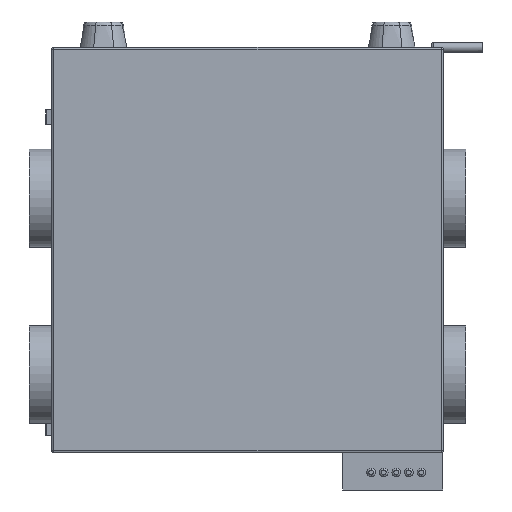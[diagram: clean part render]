
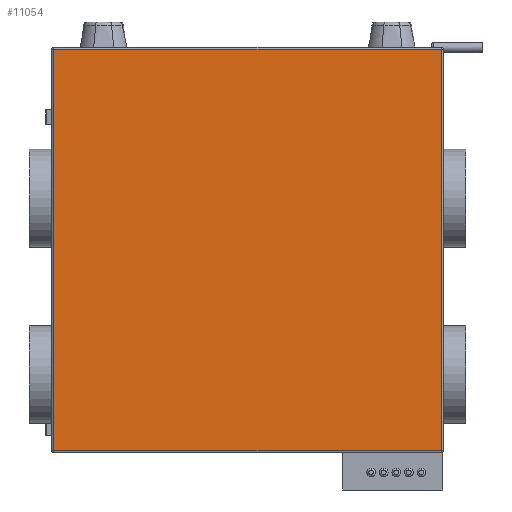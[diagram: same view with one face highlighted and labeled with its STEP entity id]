
A CAD part, front view. The second image highlights one B-rep face of the part: STEP entity #11054.
In plain terms, the highlighted planar face has unit normal (0, -1, 0).
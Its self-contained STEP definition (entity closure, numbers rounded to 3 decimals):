
#15 = EDGE_LOOP ( 'NONE', ( #704, #705, #706, #707 ) ) ;
#203 = VERTEX_POINT ( 'NONE', #10886 ) ;
#212 = VERTEX_POINT ( 'NONE', #10895 ) ;
#218 = VERTEX_POINT ( 'NONE', #10901 ) ;
#219 = VERTEX_POINT ( 'NONE', #10902 ) ;
#455 = EDGE_CURVE ( 'NONE', #212, #203, #2263, .T. ) ;
#456 = EDGE_CURVE ( 'NONE', #203, #218, #2244, .T. ) ;
#457 = EDGE_CURVE ( 'NONE', #218, #219, #2266, .T. ) ;
#458 = EDGE_CURVE ( 'NONE', #219, #212, #2268, .T. ) ;
#704 = ORIENTED_EDGE ( 'NONE', *, *, #455, .T. ) ;
#705 = ORIENTED_EDGE ( 'NONE', *, *, #456, .T. ) ;
#706 = ORIENTED_EDGE ( 'NONE', *, *, #457, .T. ) ;
#707 = ORIENTED_EDGE ( 'NONE', *, *, #458, .T. ) ;
#2244 = LINE ( 'NONE', #2697, #2267 ) ;
#2263 = LINE ( 'NONE', #2692, #2265 ) ;
#2265 = VECTOR ( 'NONE', #2693, 1000. ) ;
#2266 = LINE ( 'NONE', #2703, #2269 ) ;
#2267 = VECTOR ( 'NONE', #2702, 1000. ) ;
#2268 = LINE ( 'NONE', #2705, #2271 ) ;
#2269 = VECTOR ( 'NONE', #2704, 1000. ) ;
#2271 = VECTOR ( 'NONE', #2706, 1000. ) ;
#2482 = AXIS2_PLACEMENT_3D ( 'NONE', #5564, #5569, #5570 ) ;
#2692 = CARTESIAN_POINT ( 'NONE',  ( 200., -12.5, -958.713 ) ) ;
#2693 = DIRECTION ( 'NONE',  ( 1., 0., 0. ) ) ;
#2697 = CARTESIAN_POINT ( 'NONE',  ( 195., -12.5, -963.713 ) ) ;
#2702 = DIRECTION ( 'NONE',  ( 0., 0., 1. ) ) ;
#2703 = CARTESIAN_POINT ( 'NONE',  ( 200., -12.5, 66.287 ) ) ;
#2704 = DIRECTION ( 'NONE',  ( -1., 0., 0. ) ) ;
#2705 = CARTESIAN_POINT ( 'NONE',  ( -795., -12.5, -963.713 ) ) ;
#2706 = DIRECTION ( 'NONE',  ( 0., 0., -1. ) ) ;
#3260 = FACE_OUTER_BOUND ( 'NONE', #15, .T. ) ;
#5563 = PLANE ( 'NONE',  #2482 ) ;
#5564 = CARTESIAN_POINT ( 'NONE',  ( 200., -12.5, -963.713 ) ) ;
#5569 = DIRECTION ( 'NONE',  ( 0., -1., 0. ) ) ;
#5570 = DIRECTION ( 'NONE',  ( 0., 0., -1. ) ) ;
#10886 = CARTESIAN_POINT ( 'NONE',  ( 195., -12.5, -958.713 ) ) ;
#10895 = CARTESIAN_POINT ( 'NONE',  ( -795., -12.5, -958.713 ) ) ;
#10901 = CARTESIAN_POINT ( 'NONE',  ( 195., -12.5, 66.287 ) ) ;
#10902 = CARTESIAN_POINT ( 'NONE',  ( -795., -12.5, 66.287 ) ) ;
#11054 = ADVANCED_FACE ( 'NONE', ( #3260 ), #5563, .T. ) ;
